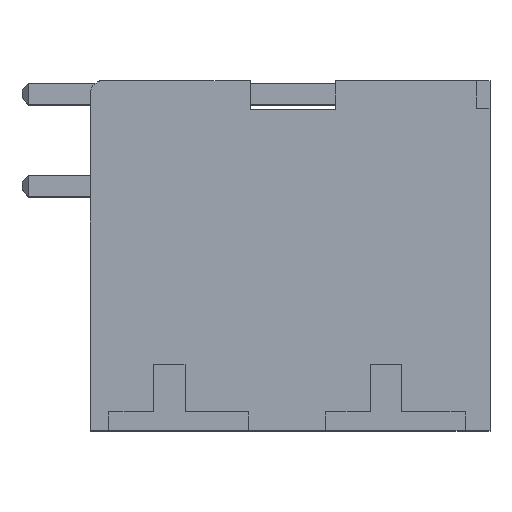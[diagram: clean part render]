
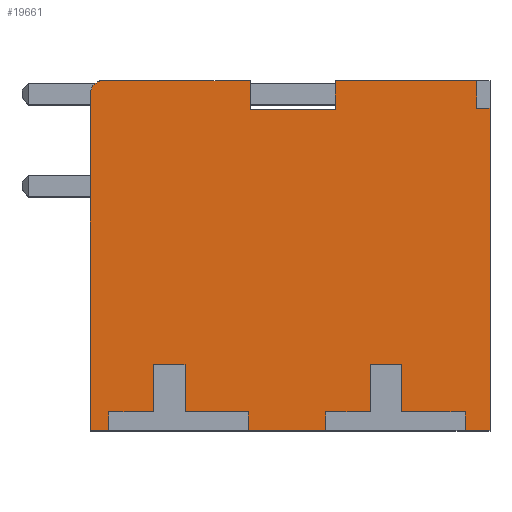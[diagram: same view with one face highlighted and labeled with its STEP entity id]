
A CAD part, top view. The second image highlights one B-rep face of the part: STEP entity #19661.
In plain terms, the highlighted planar face has unit normal (0, 0, 1).
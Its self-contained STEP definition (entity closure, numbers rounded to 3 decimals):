
#4962=DIRECTION('',(-1.,0.,0.));
#4963=VECTOR('',#4962,5.39);
#4964=CARTESIAN_POINT('',(11.703,13.3,33.7));
#4965=LINE('',#4964,#4963);
#5034=DIRECTION('',(0.,-1.,0.));
#5035=VECTOR('',#5034,1.092);
#5036=CARTESIAN_POINT('',(6.313,13.3,33.7));
#5037=LINE('',#5036,#5035);
#5102=DIRECTION('',(0.,1.,0.));
#5103=VECTOR('',#5102,1.092);
#5104=CARTESIAN_POINT('',(3.074,12.208,33.7));
#5105=LINE('',#5104,#5103);
#5270=DIRECTION('',(-1.,0.,0.));
#5271=VECTOR('',#5270,5.716);
#5272=CARTESIAN_POINT('',(3.074,13.3,33.7));
#5273=LINE('',#5272,#5271);
#5418=DIRECTION('',(0.,-1.,0.));
#5419=VECTOR('',#5418,0.02);
#5420=CARTESIAN_POINT('',(-2.641,13.3,33.7));
#5421=LINE('',#5420,#5419);
#6700=DIRECTION('',(-1.,0.,0.));
#6701=VECTOR('',#6700,3.238);
#6702=CARTESIAN_POINT('',(6.313,12.208,33.7));
#6703=LINE('',#6702,#6701);
#6704=DIRECTION('',(0.,1.,0.));
#6705=VECTOR('',#6704,0.7);
#6706=CARTESIAN_POINT('',(11.25,0.,33.7));
#6707=LINE('',#6706,#6705);
#6708=DIRECTION('',(1.,0.,0.));
#6709=VECTOR('',#6708,2.4);
#6710=CARTESIAN_POINT('',(8.85,0.7,33.7));
#6711=LINE('',#6710,#6709);
#6712=DIRECTION('',(0.,-1.,0.));
#6713=VECTOR('',#6712,1.8);
#6714=CARTESIAN_POINT('',(8.85,2.5,33.7));
#6715=LINE('',#6714,#6713);
#6716=DIRECTION('',(1.,0.,0.));
#6717=VECTOR('',#6716,1.2);
#6718=CARTESIAN_POINT('',(7.65,2.5,33.7));
#6719=LINE('',#6718,#6717);
#6720=DIRECTION('',(0.,1.,0.));
#6721=VECTOR('',#6720,1.8);
#6722=CARTESIAN_POINT('',(7.65,0.7,33.7));
#6723=LINE('',#6722,#6721);
#6724=DIRECTION('',(1.,0.,0.));
#6725=VECTOR('',#6724,1.7);
#6726=CARTESIAN_POINT('',(5.95,0.7,33.7));
#6727=LINE('',#6726,#6725);
#6728=DIRECTION('',(0.,1.,0.));
#6729=VECTOR('',#6728,0.7);
#6730=CARTESIAN_POINT('',(5.95,0.,33.7));
#6731=LINE('',#6730,#6729);
#6732=DIRECTION('',(-1.,0.,0.));
#6733=VECTOR('',#6732,2.95);
#6734=CARTESIAN_POINT('',(5.95,0.,33.7));
#6735=LINE('',#6734,#6733);
#6736=DIRECTION('',(0.,1.,0.));
#6737=VECTOR('',#6736,0.7);
#6738=CARTESIAN_POINT('',(3.,0.,33.7));
#6739=LINE('',#6738,#6737);
#6740=DIRECTION('',(1.,0.,0.));
#6741=VECTOR('',#6740,2.4);
#6742=CARTESIAN_POINT('',(0.6,0.7,33.7));
#6743=LINE('',#6742,#6741);
#6744=DIRECTION('',(0.,-1.,0.));
#6745=VECTOR('',#6744,1.8);
#6746=CARTESIAN_POINT('',(0.6,2.5,33.7));
#6747=LINE('',#6746,#6745);
#6748=DIRECTION('',(1.,0.,0.));
#6749=VECTOR('',#6748,1.2);
#6750=CARTESIAN_POINT('',(-0.6,2.5,33.7));
#6751=LINE('',#6750,#6749);
#6752=DIRECTION('',(0.,1.,0.));
#6753=VECTOR('',#6752,1.8);
#6754=CARTESIAN_POINT('',(-0.6,0.7,33.7));
#6755=LINE('',#6754,#6753);
#6756=DIRECTION('',(1.,0.,0.));
#6757=VECTOR('',#6756,1.7);
#6758=CARTESIAN_POINT('',(-2.3,0.7,33.7));
#6759=LINE('',#6758,#6757);
#6760=DIRECTION('',(0.,1.,0.));
#6761=VECTOR('',#6760,0.7);
#6762=CARTESIAN_POINT('',(-2.3,0.,33.7));
#6763=LINE('',#6762,#6761);
#6764=DIRECTION('',(-1.,0.,0.));
#6765=VECTOR('',#6764,0.7);
#6766=CARTESIAN_POINT('',(-2.3,0.,33.7));
#6767=LINE('',#6766,#6765);
#6768=DIRECTION('',(0.,1.,0.));
#6769=VECTOR('',#6768,12.8);
#6770=CARTESIAN_POINT('',(-3.,0.,33.7));
#6771=LINE('',#6770,#6769);
#6772=CARTESIAN_POINT('',(-2.5,12.8,33.7));
#6773=DIRECTION('',(0.,0.,-1.));
#6774=DIRECTION('',(-1.,0.,0.));
#6775=AXIS2_PLACEMENT_3D('',#6772,#6773,#6774);
#6777=DIRECTION('',(0.,-1.,0.));
#6778=VECTOR('',#6777,12.25);
#6779=CARTESIAN_POINT('',(12.2,12.25,33.7));
#6780=LINE('',#6779,#6778);
#6781=DIRECTION('',(-1.,0.,0.));
#6782=VECTOR('',#6781,0.95);
#6783=CARTESIAN_POINT('',(12.2,0.,33.7));
#6784=LINE('',#6783,#6782);
#6944=DIRECTION('',(0.,1.,0.));
#6945=VECTOR('',#6944,1.05);
#6946=CARTESIAN_POINT('',(11.703,12.25,33.7));
#6947=LINE('',#6946,#6945);
#6960=DIRECTION('',(-1.,0.,0.));
#6961=VECTOR('',#6960,0.497);
#6962=CARTESIAN_POINT('',(12.2,12.25,33.7));
#6963=LINE('',#6962,#6961);
#7384=CARTESIAN_POINT('',(-3.,0.,33.7));
#7385=VERTEX_POINT('',#7384);
#7466=CARTESIAN_POINT('',(12.2,12.25,33.7));
#7467=CARTESIAN_POINT('',(12.2,0.,33.7));
#7468=VERTEX_POINT('',#7466);
#7469=VERTEX_POINT('',#7467);
#7476=CARTESIAN_POINT('',(11.703,13.3,33.7));
#7477=VERTEX_POINT('',#7476);
#7478=CARTESIAN_POINT('',(6.313,13.3,33.7));
#7479=VERTEX_POINT('',#7478);
#7480=CARTESIAN_POINT('',(6.313,12.208,33.7));
#7481=VERTEX_POINT('',#7480);
#7490=CARTESIAN_POINT('',(3.074,12.208,33.7));
#7491=CARTESIAN_POINT('',(3.074,13.3,33.7));
#7492=VERTEX_POINT('',#7490);
#7493=VERTEX_POINT('',#7491);
#7502=CARTESIAN_POINT('',(-2.641,13.3,33.7));
#7503=VERTEX_POINT('',#7502);
#7504=CARTESIAN_POINT('',(-2.641,13.28,33.7));
#7505=VERTEX_POINT('',#7504);
#7534=CARTESIAN_POINT('',(-3.,12.8,33.7));
#7535=VERTEX_POINT('',#7534);
#7536=CARTESIAN_POINT('',(11.703,12.25,33.7));
#7537=VERTEX_POINT('',#7536);
#7780=CARTESIAN_POINT('',(11.25,0.7,33.7));
#7781=VERTEX_POINT('',#7780);
#7782=CARTESIAN_POINT('',(11.25,0.,33.7));
#7783=VERTEX_POINT('',#7782);
#7784=CARTESIAN_POINT('',(5.95,0.,33.7));
#7785=VERTEX_POINT('',#7784);
#7786=CARTESIAN_POINT('',(5.95,0.7,33.7));
#7787=VERTEX_POINT('',#7786);
#7788=CARTESIAN_POINT('',(7.65,0.7,33.7));
#7789=VERTEX_POINT('',#7788);
#7790=CARTESIAN_POINT('',(7.65,2.5,33.7));
#7791=VERTEX_POINT('',#7790);
#7792=CARTESIAN_POINT('',(8.85,2.5,33.7));
#7793=VERTEX_POINT('',#7792);
#7794=CARTESIAN_POINT('',(8.85,0.7,33.7));
#7795=VERTEX_POINT('',#7794);
#7796=CARTESIAN_POINT('',(3.,0.,33.7));
#7797=VERTEX_POINT('',#7796);
#7798=CARTESIAN_POINT('',(-2.3,0.,33.7));
#7799=VERTEX_POINT('',#7798);
#7800=CARTESIAN_POINT('',(-2.3,0.7,33.7));
#7801=VERTEX_POINT('',#7800);
#7802=CARTESIAN_POINT('',(-0.6,0.7,33.7));
#7803=VERTEX_POINT('',#7802);
#7804=CARTESIAN_POINT('',(-0.6,2.5,33.7));
#7805=VERTEX_POINT('',#7804);
#7806=CARTESIAN_POINT('',(0.6,2.5,33.7));
#7807=VERTEX_POINT('',#7806);
#7808=CARTESIAN_POINT('',(0.6,0.7,33.7));
#7809=VERTEX_POINT('',#7808);
#7810=CARTESIAN_POINT('',(3.,0.7,33.7));
#7811=VERTEX_POINT('',#7810);
#19608=CARTESIAN_POINT('',(0.,0.,33.7));
#19609=DIRECTION('',(0.,0.,1.));
#19610=DIRECTION('',(1.,0.,0.));
#19611=AXIS2_PLACEMENT_3D('',#19608,#19609,#19610);
#19612=PLANE('',#19611);
#19614=ORIENTED_EDGE('',*,*,#19613,.T.);
#19616=ORIENTED_EDGE('',*,*,#19615,.F.);
#19618=ORIENTED_EDGE('',*,*,#19617,.F.);
#19620=ORIENTED_EDGE('',*,*,#19619,.F.);
#19622=ORIENTED_EDGE('',*,*,#19621,.F.);
#19624=ORIENTED_EDGE('',*,*,#19623,.F.);
#19626=ORIENTED_EDGE('',*,*,#19625,.F.);
#19627=ORIENTED_EDGE('',*,*,#9775,.T.);
#19629=ORIENTED_EDGE('',*,*,#19628,.T.);
#19631=ORIENTED_EDGE('',*,*,#19630,.F.);
#19633=ORIENTED_EDGE('',*,*,#19632,.F.);
#19635=ORIENTED_EDGE('',*,*,#19634,.F.);
#19637=ORIENTED_EDGE('',*,*,#19636,.F.);
#19639=ORIENTED_EDGE('',*,*,#19638,.F.);
#19641=ORIENTED_EDGE('',*,*,#19640,.F.);
#19642=ORIENTED_EDGE('',*,*,#9767,.T.);
#19644=ORIENTED_EDGE('',*,*,#19643,.T.);
#19646=ORIENTED_EDGE('',*,*,#19645,.T.);
#19647=ORIENTED_EDGE('',*,*,#17405,.F.);
#19648=ORIENTED_EDGE('',*,*,#17375,.F.);
#19649=ORIENTED_EDGE('',*,*,#17044,.F.);
#19650=ORIENTED_EDGE('',*,*,#19603,.F.);
#19651=ORIENTED_EDGE('',*,*,#16912,.F.);
#19652=ORIENTED_EDGE('',*,*,#16897,.F.);
#19654=ORIENTED_EDGE('',*,*,#19653,.F.);
#19656=ORIENTED_EDGE('',*,*,#19655,.F.);
#19657=ORIENTED_EDGE('',*,*,#16810,.T.);
#19658=ORIENTED_EDGE('',*,*,#9783,.T.);
#19659=EDGE_LOOP('',(#19614,#19616,#19618,#19620,#19622,#19624,#19626,#19627,
#19629,#19631,#19633,#19635,#19637,#19639,#19641,#19642,#19644,#19646,#19647,
#19648,#19649,#19650,#19651,#19652,#19654,#19656,#19657,#19658));
#19660=FACE_OUTER_BOUND('',#19659,.F.);
#6776=CIRCLE('',#6775,0.5);
#9767=EDGE_CURVE('',#7799,#7385,#6767,.T.);
#9775=EDGE_CURVE('',#7785,#7797,#6735,.T.);
#9783=EDGE_CURVE('',#7469,#7783,#6784,.T.);
#16810=EDGE_CURVE('',#7468,#7469,#6780,.T.);
#16897=EDGE_CURVE('',#7477,#7479,#4965,.T.);
#16912=EDGE_CURVE('',#7479,#7481,#5037,.T.);
#17044=EDGE_CURVE('',#7492,#7493,#5105,.T.);
#17375=EDGE_CURVE('',#7493,#7503,#5273,.T.);
#17405=EDGE_CURVE('',#7503,#7505,#5421,.T.);
#19603=EDGE_CURVE('',#7481,#7492,#6703,.T.);
#19613=EDGE_CURVE('',#7783,#7781,#6707,.T.);
#19615=EDGE_CURVE('',#7795,#7781,#6711,.T.);
#19617=EDGE_CURVE('',#7793,#7795,#6715,.T.);
#19619=EDGE_CURVE('',#7791,#7793,#6719,.T.);
#19621=EDGE_CURVE('',#7789,#7791,#6723,.T.);
#19623=EDGE_CURVE('',#7787,#7789,#6727,.T.);
#19625=EDGE_CURVE('',#7785,#7787,#6731,.T.);
#19628=EDGE_CURVE('',#7797,#7811,#6739,.T.);
#19630=EDGE_CURVE('',#7809,#7811,#6743,.T.);
#19632=EDGE_CURVE('',#7807,#7809,#6747,.T.);
#19634=EDGE_CURVE('',#7805,#7807,#6751,.T.);
#19636=EDGE_CURVE('',#7803,#7805,#6755,.T.);
#19638=EDGE_CURVE('',#7801,#7803,#6759,.T.);
#19640=EDGE_CURVE('',#7799,#7801,#6763,.T.);
#19643=EDGE_CURVE('',#7385,#7535,#6771,.T.);
#19645=EDGE_CURVE('',#7535,#7505,#6776,.T.);
#19653=EDGE_CURVE('',#7537,#7477,#6947,.T.);
#19655=EDGE_CURVE('',#7468,#7537,#6963,.T.);
#19661=ADVANCED_FACE('',(#19660),#19612,.T.);
